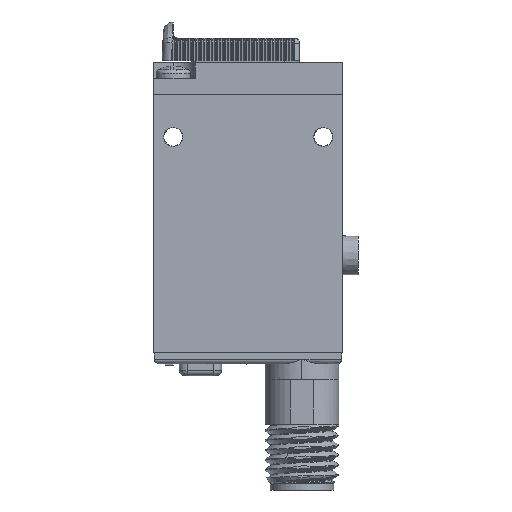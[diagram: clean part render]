
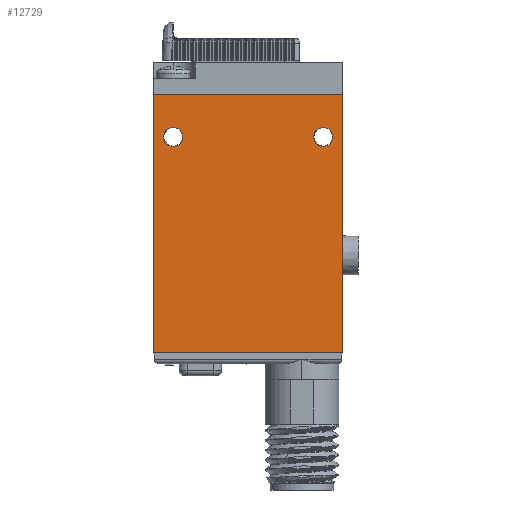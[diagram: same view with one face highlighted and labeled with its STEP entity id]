
A CAD part, left-side view. The second image highlights one B-rep face of the part: STEP entity #12729.
In plain terms, the highlighted planar face has unit normal (-1, 0, 0).
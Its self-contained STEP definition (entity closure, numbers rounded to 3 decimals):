
#1=DIRECTION('',(0.,0.,-1.));
#2=VECTOR('',#1,42.164);
#3=CARTESIAN_POINT('',(-6.02,0.,0.));
#4=LINE('',#3,#2);
#5=DIRECTION('',(0.,1.,0.));
#6=VECTOR('',#5,30.785);
#7=CARTESIAN_POINT('',(-6.02,0.,-42.164));
#8=LINE('',#7,#6);
#9=DIRECTION('',(0.,0.,1.));
#10=VECTOR('',#9,42.164);
#11=CARTESIAN_POINT('',(-6.02,30.785,-42.164));
#12=LINE('',#11,#10);
#13=DIRECTION('',(0.,-1.,0.));
#14=VECTOR('',#13,30.785);
#15=CARTESIAN_POINT('',(-6.02,30.785,0.));
#16=LINE('',#15,#14);
#17=CARTESIAN_POINT('',(-6.02,27.61,-6.985));
#18=DIRECTION('',(1.,0.,0.));
#19=DIRECTION('',(0.,0.,-1.));
#20=AXIS2_PLACEMENT_3D('',#17,#18,#19);
#22=CARTESIAN_POINT('',(-6.02,27.61,-6.985));
#23=DIRECTION('',(1.,0.,0.));
#24=DIRECTION('',(0.,0.,1.));
#25=AXIS2_PLACEMENT_3D('',#22,#23,#24);
#27=CARTESIAN_POINT('',(-6.02,3.175,-6.985));
#28=DIRECTION('',(1.,0.,0.));
#29=DIRECTION('',(0.,0.,-1.));
#30=AXIS2_PLACEMENT_3D('',#27,#28,#29);
#32=CARTESIAN_POINT('',(-6.02,3.175,-6.985));
#33=DIRECTION('',(1.,0.,0.));
#34=DIRECTION('',(0.,0.,1.));
#35=AXIS2_PLACEMENT_3D('',#32,#33,#34);
#10531=CARTESIAN_POINT('',(-6.02,0.,0.));
#10532=CARTESIAN_POINT('',(-6.02,0.,-42.164));
#10533=VERTEX_POINT('',#10531);
#10534=VERTEX_POINT('',#10532);
#10535=CARTESIAN_POINT('',(-6.02,30.785,-42.164));
#10536=VERTEX_POINT('',#10535);
#10537=CARTESIAN_POINT('',(-6.02,30.785,0.));
#10538=VERTEX_POINT('',#10537);
#10547=CARTESIAN_POINT('',(-6.02,27.61,-8.535));
#10548=CARTESIAN_POINT('',(-6.02,27.61,-5.435));
#10549=VERTEX_POINT('',#10547);
#10550=VERTEX_POINT('',#10548);
#10551=CARTESIAN_POINT('',(-6.02,3.175,-8.535));
#10552=CARTESIAN_POINT('',(-6.02,3.175,-5.435));
#10553=VERTEX_POINT('',#10551);
#10554=VERTEX_POINT('',#10552);
#12702=CARTESIAN_POINT('',(-6.02,0.,0.));
#12703=DIRECTION('',(1.,0.,0.));
#12704=DIRECTION('',(0.,0.,-1.));
#12705=AXIS2_PLACEMENT_3D('',#12702,#12703,#12704);
#12706=PLANE('',#12705);
#12708=ORIENTED_EDGE('',*,*,#12707,.T.);
#12710=ORIENTED_EDGE('',*,*,#12709,.T.);
#12712=ORIENTED_EDGE('',*,*,#12711,.T.);
#12714=ORIENTED_EDGE('',*,*,#12713,.T.);
#12715=EDGE_LOOP('',(#12708,#12710,#12712,#12714));
#12716=FACE_OUTER_BOUND('',#12715,.F.);
#12718=ORIENTED_EDGE('',*,*,#12717,.F.);
#12720=ORIENTED_EDGE('',*,*,#12719,.F.);
#12721=EDGE_LOOP('',(#12718,#12720));
#12722=FACE_BOUND('',#12721,.F.);
#12724=ORIENTED_EDGE('',*,*,#12723,.F.);
#12726=ORIENTED_EDGE('',*,*,#12725,.F.);
#12727=EDGE_LOOP('',(#12724,#12726));
#12728=FACE_BOUND('',#12727,.F.);
#12729=ADVANCED_FACE('',(#12716,#12722,#12728),#12706,.F.);
#21=CIRCLE('',#20,1.55);
#26=CIRCLE('',#25,1.55);
#31=CIRCLE('',#30,1.55);
#36=CIRCLE('',#35,1.55);
#12707=EDGE_CURVE('',#10533,#10534,#4,.T.);
#12709=EDGE_CURVE('',#10534,#10536,#8,.T.);
#12711=EDGE_CURVE('',#10536,#10538,#12,.T.);
#12713=EDGE_CURVE('',#10538,#10533,#16,.T.);
#12717=EDGE_CURVE('',#10549,#10550,#21,.T.);
#12719=EDGE_CURVE('',#10550,#10549,#26,.T.);
#12723=EDGE_CURVE('',#10553,#10554,#31,.T.);
#12725=EDGE_CURVE('',#10554,#10553,#36,.T.);
